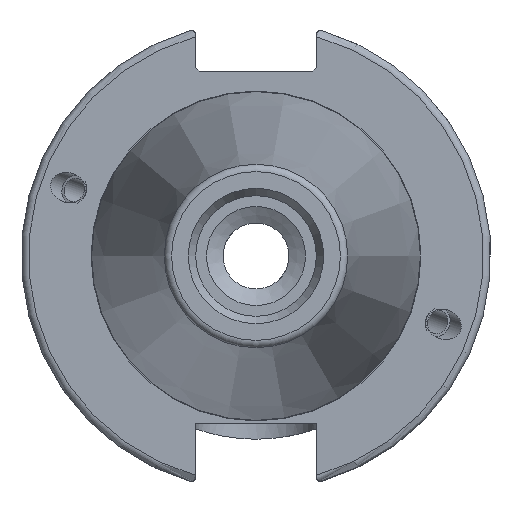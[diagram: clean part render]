
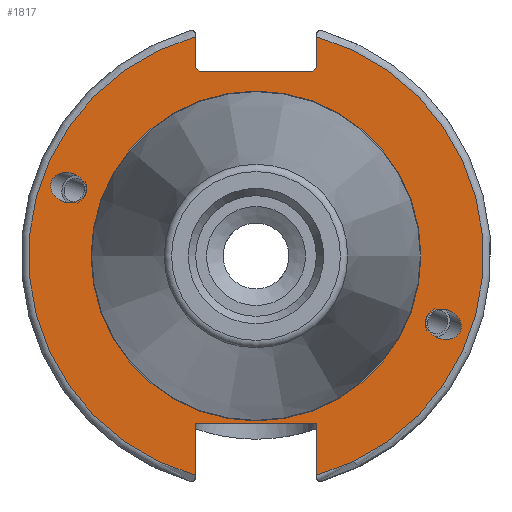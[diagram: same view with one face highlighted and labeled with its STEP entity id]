
A CAD part, left-side view. The second image highlights one B-rep face of the part: STEP entity #1817.
In plain terms, the highlighted planar face has unit normal (-1, 0, 0).
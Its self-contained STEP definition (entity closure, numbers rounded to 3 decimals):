
#49=ELLIPSE('',#2024,2.442,2.);
#58=ELLIPSE('',#2047,2.442,2.);
#72=FACE_BOUND('',#540,.T.);
#73=FACE_BOUND('',#541,.T.);
#74=FACE_BOUND('',#542,.T.);
#89=PLANE('',#2057);
#199=LINE('',#3446,#287);
#200=LINE('',#3450,#288);
#201=LINE('',#3452,#289);
#202=LINE('',#3454,#290);
#203=LINE('',#3456,#291);
#204=LINE('',#3458,#292);
#205=LINE('',#3462,#293);
#206=LINE('',#3463,#294);
#287=VECTOR('',#2518,10.);
#288=VECTOR('',#2521,10.);
#289=VECTOR('',#2522,10.);
#290=VECTOR('',#2523,10.);
#291=VECTOR('',#2524,10.);
#292=VECTOR('',#2525,10.);
#293=VECTOR('',#2528,10.);
#294=VECTOR('',#2529,10.);
#426=FACE_OUTER_BOUND('',#539,.T.);
#539=EDGE_LOOP('',(#1499,#1500,#1501,#1502,#1503,#1504,#1505,#1506,#1507,
#1508));
#540=EDGE_LOOP('',(#1509));
#541=EDGE_LOOP('',(#1510));
#542=EDGE_LOOP('',(#1511));
#677=CIRCLE('',#2055,22.3);
#679=CIRCLE('',#2058,30.75);
#680=CIRCLE('',#2059,30.75);
#805=VERTEX_POINT('',#3381);
#818=VERTEX_POINT('',#3424);
#823=VERTEX_POINT('',#3439);
#824=VERTEX_POINT('',#3444);
#825=VERTEX_POINT('',#3445);
#826=VERTEX_POINT('',#3447);
#827=VERTEX_POINT('',#3449);
#828=VERTEX_POINT('',#3451);
#829=VERTEX_POINT('',#3453);
#830=VERTEX_POINT('',#3455);
#831=VERTEX_POINT('',#3457);
#832=VERTEX_POINT('',#3459);
#833=VERTEX_POINT('',#3461);
#1035=EDGE_CURVE('',#805,#805,#49,.T.);
#1056=EDGE_CURVE('',#818,#818,#58,.T.);
#1063=EDGE_CURVE('',#823,#823,#677,.T.);
#1065=EDGE_CURVE('',#824,#825,#199,.T.);
#1066=EDGE_CURVE('',#826,#825,#679,.T.);
#1067=EDGE_CURVE('',#826,#827,#200,.T.);
#1068=EDGE_CURVE('',#828,#827,#201,.T.);
#1069=EDGE_CURVE('',#828,#829,#202,.T.);
#1070=EDGE_CURVE('',#830,#829,#203,.T.);
#1071=EDGE_CURVE('',#830,#831,#204,.T.);
#1072=EDGE_CURVE('',#832,#831,#680,.T.);
#1073=EDGE_CURVE('',#832,#833,#205,.T.);
#1074=EDGE_CURVE('',#833,#824,#206,.T.);
#1499=ORIENTED_EDGE('',*,*,#1065,.T.);
#1500=ORIENTED_EDGE('',*,*,#1066,.F.);
#1501=ORIENTED_EDGE('',*,*,#1067,.T.);
#1502=ORIENTED_EDGE('',*,*,#1068,.F.);
#1503=ORIENTED_EDGE('',*,*,#1069,.T.);
#1504=ORIENTED_EDGE('',*,*,#1070,.F.);
#1505=ORIENTED_EDGE('',*,*,#1071,.T.);
#1506=ORIENTED_EDGE('',*,*,#1072,.F.);
#1507=ORIENTED_EDGE('',*,*,#1073,.T.);
#1508=ORIENTED_EDGE('',*,*,#1074,.T.);
#1509=ORIENTED_EDGE('',*,*,#1035,.T.);
#1510=ORIENTED_EDGE('',*,*,#1056,.T.);
#1511=ORIENTED_EDGE('',*,*,#1063,.F.);
#1817=ADVANCED_FACE('',(#426,#72,#73,#74),#89,.T.);
#2024=AXIS2_PLACEMENT_3D('',#3383,#2441,#2442);
#2047=AXIS2_PLACEMENT_3D('',#3426,#2494,#2495);
#2055=AXIS2_PLACEMENT_3D('',#3441,#2512,#2513);
#2057=AXIS2_PLACEMENT_3D('',#3443,#2516,#2517);
#2058=AXIS2_PLACEMENT_3D('',#3448,#2519,#2520);
#2059=AXIS2_PLACEMENT_3D('',#3460,#2526,#2527);
#2441=DIRECTION('center_axis',(1.,0.,0.));
#2442=DIRECTION('ref_axis',(0.,-0.94,-0.342));
#2494=DIRECTION('center_axis',(1.,0.,0.));
#2495=DIRECTION('ref_axis',(0.,0.94,0.342));
#2512=DIRECTION('center_axis',(-1.,0.,0.));
#2513=DIRECTION('ref_axis',(0.,-1.,0.));
#2516=DIRECTION('center_axis',(-1.,0.,0.));
#2517=DIRECTION('ref_axis',(0.,0.,1.));
#2518=DIRECTION('',(0.,0.,-1.));
#2519=DIRECTION('center_axis',(1.,0.,0.));
#2520=DIRECTION('ref_axis',(0.,-1.,0.));
#2521=DIRECTION('',(0.,0.,-1.));
#2522=DIRECTION('',(0.,-0.707,0.707));
#2523=DIRECTION('',(0.,1.,0.));
#2524=DIRECTION('',(0.,-0.707,-0.707));
#2525=DIRECTION('',(0.,0.,1.));
#2526=DIRECTION('center_axis',(1.,0.,0.));
#2527=DIRECTION('ref_axis',(0.,1.,0.));
#2528=DIRECTION('',(0.,0.,1.));
#2529=DIRECTION('',(0.,-1.,0.));
#3381=CARTESIAN_POINT('',(3.175,-23.077,-8.399));
#3383=CARTESIAN_POINT('Origin',(3.175,-25.372,-9.235));
#3424=CARTESIAN_POINT('',(3.175,23.077,8.399));
#3426=CARTESIAN_POINT('Origin',(3.175,25.372,9.235));
#3439=CARTESIAN_POINT('',(3.175,0.,22.3));
#3441=CARTESIAN_POINT('Origin',(3.175,0.,0.));
#3443=CARTESIAN_POINT('Origin',(3.175,31.75,0.));
#3444=CARTESIAN_POINT('',(3.175,-8.19,-22.6));
#3445=CARTESIAN_POINT('',(3.175,-8.19,-29.639));
#3446=CARTESIAN_POINT('',(3.175,-8.19,-11.3));
#3447=CARTESIAN_POINT('',(3.175,-8.19,29.639));
#3448=CARTESIAN_POINT('Origin',(3.175,0.,0.));
#3449=CARTESIAN_POINT('',(3.175,-8.19,25.5));
#3450=CARTESIAN_POINT('',(3.175,-8.19,12.5));
#3451=CARTESIAN_POINT('',(3.175,-7.69,25.));
#3452=CARTESIAN_POINT('',(3.175,8.295,9.015));
#3453=CARTESIAN_POINT('',(3.175,7.69,25.));
#3454=CARTESIAN_POINT('',(3.175,15.875,25.));
#3455=CARTESIAN_POINT('',(3.175,8.19,25.5));
#3456=CARTESIAN_POINT('',(3.175,7.58,24.89));
#3457=CARTESIAN_POINT('',(3.175,8.19,29.639));
#3458=CARTESIAN_POINT('',(3.175,8.19,12.5));
#3459=CARTESIAN_POINT('',(3.175,8.19,-29.639));
#3460=CARTESIAN_POINT('Origin',(3.175,0.,0.));
#3461=CARTESIAN_POINT('',(3.175,8.19,-22.6));
#3462=CARTESIAN_POINT('',(3.175,8.19,-11.3));
#3463=CARTESIAN_POINT('',(3.175,15.875,-22.6));
